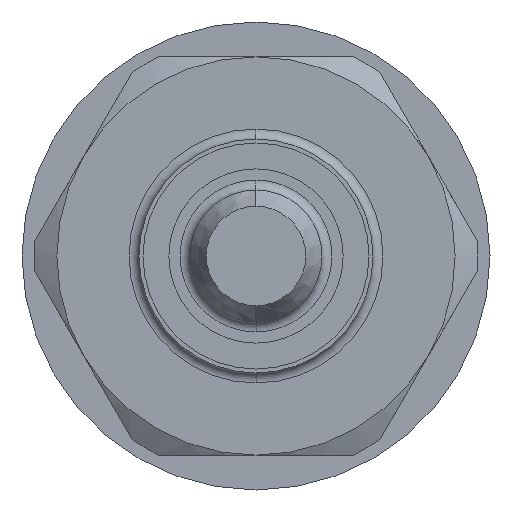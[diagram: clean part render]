
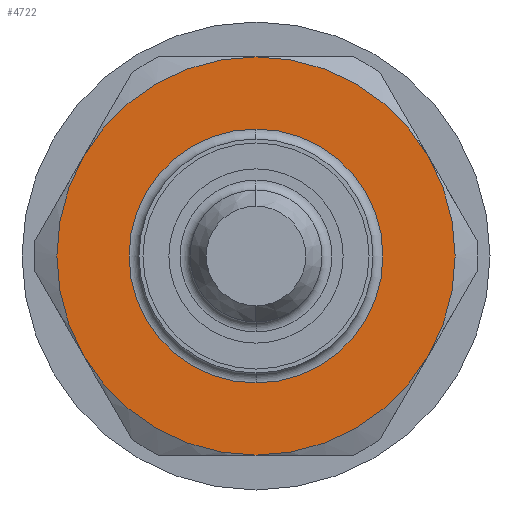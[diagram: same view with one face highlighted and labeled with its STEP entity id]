
A CAD part, left-side view. The second image highlights one B-rep face of the part: STEP entity #4722.
In plain terms, the highlighted planar face has unit normal (-1, 0, 0).
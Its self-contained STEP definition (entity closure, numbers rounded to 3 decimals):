
#46 = EDGE_CURVE ( 'NONE', #811, #814, #1940, .T. ) ;
#670 = EDGE_LOOP ( 'NONE', ( #3486, #3473, #3489, #3483, #3480, #3481 ) ) ;
#679 = EDGE_LOOP ( 'NONE', ( #3487, #3479 ) ) ;
#811 = VERTEX_POINT ( 'NONE', #1770 ) ;
#814 = VERTEX_POINT ( 'NONE', #1773 ) ;
#894 = CARTESIAN_POINT ( 'NONE',  ( -6.775, 0., -4. ) ) ;
#895 = DIRECTION ( 'NONE',  ( 1., 0., 0. ) ) ;
#896 = DIRECTION ( 'NONE',  ( 0., 0., -1. ) ) ;
#922 = CARTESIAN_POINT ( 'NONE',  ( -6.775, 3.464, -6. ) ) ;
#923 = CARTESIAN_POINT ( 'NONE',  ( -6.775, 0., -8. ) ) ;
#927 = CARTESIAN_POINT ( 'NONE',  ( -6.775, -3.464, -6. ) ) ;
#1055 = PLANE ( 'NONE',  #1273 ) ;
#1056 = CARTESIAN_POINT ( 'NONE',  ( -6.775, 2.55, -4. ) ) ;
#1057 = DIRECTION ( 'NONE',  ( 1., 0., 0. ) ) ;
#1058 = DIRECTION ( 'NONE',  ( 0., 0., -1. ) ) ;
#1273 = AXIS2_PLACEMENT_3D ( 'NONE', #1056, #1057, #1058 ) ;
#1338 = CIRCLE ( 'NONE', #1339, 4. ) ;
#1339 = AXIS2_PLACEMENT_3D ( 'NONE', #894, #895, #896 ) ;
#1394 = CARTESIAN_POINT ( 'NONE',  ( -6.775, 0., -4. ) ) ;
#1395 = DIRECTION ( 'NONE',  ( 1., 0., 0. ) ) ;
#1396 = DIRECTION ( 'NONE',  ( 0., 0., -1. ) ) ;
#1397 = CARTESIAN_POINT ( 'NONE',  ( -6.775, 0., -4. ) ) ;
#1398 = DIRECTION ( 'NONE',  ( 1., 0., 0. ) ) ;
#1399 = DIRECTION ( 'NONE',  ( 0., 0., -1. ) ) ;
#1474 = CARTESIAN_POINT ( 'NONE',  ( -6.775, 0., -4. ) ) ;
#1475 = DIRECTION ( 'NONE',  ( 1., 0., 0. ) ) ;
#1476 = DIRECTION ( 'NONE',  ( 0., 0., -1. ) ) ;
#1770 = CARTESIAN_POINT ( 'NONE',  ( -6.775, 0., -1.45 ) ) ;
#1773 = CARTESIAN_POINT ( 'NONE',  ( -6.775, 0., -6.55 ) ) ;
#1897 = CARTESIAN_POINT ( 'NONE',  ( -6.775, 0., 0. ) ) ;
#1898 = CARTESIAN_POINT ( 'NONE',  ( -6.775, -3.464, -2. ) ) ;
#1899 = CARTESIAN_POINT ( 'NONE',  ( -6.775, 3.464, -2. ) ) ;
#1940 = CIRCLE ( 'NONE', #1942, 2.55 ) ;
#1942 = AXIS2_PLACEMENT_3D ( 'NONE', #4115, #4116, #4117 ) ;
#2116 = CIRCLE ( 'NONE', #2125, 4. ) ;
#2121 = CIRCLE ( 'NONE', #2133, 4. ) ;
#2125 = AXIS2_PLACEMENT_3D ( 'NONE', #2842, #2843, #2844 ) ;
#2130 = CIRCLE ( 'NONE', #2131, 2.55 ) ;
#2131 = AXIS2_PLACEMENT_3D ( 'NONE', #1394, #1395, #1396 ) ;
#2133 = AXIS2_PLACEMENT_3D ( 'NONE', #1397, #1398, #1399 ) ;
#2158 = CIRCLE ( 'NONE', #2168, 4. ) ;
#2168 = AXIS2_PLACEMENT_3D ( 'NONE', #1474, #1475, #1476 ) ;
#2525 = FACE_OUTER_BOUND ( 'NONE', #670, .T. ) ;
#2529 = FACE_BOUND ( 'NONE', #679, .T. ) ;
#2678 = CARTESIAN_POINT ( 'NONE',  ( -6.775, 0., -4. ) ) ;
#2679 = DIRECTION ( 'NONE',  ( 1., 0., 0. ) ) ;
#2680 = DIRECTION ( 'NONE',  ( 0., 0., -1. ) ) ;
#2842 = CARTESIAN_POINT ( 'NONE',  ( -6.775, 0., -4. ) ) ;
#2843 = DIRECTION ( 'NONE',  ( 1., 0., 0. ) ) ;
#2844 = DIRECTION ( 'NONE',  ( 0., 0., -1. ) ) ;
#3097 = CARTESIAN_POINT ( 'NONE',  ( -6.775, 0., -4. ) ) ;
#3098 = DIRECTION ( 'NONE',  ( 1., 0., 0. ) ) ;
#3099 = DIRECTION ( 'NONE',  ( 0., 0., -1. ) ) ;
#3140 = VERTEX_POINT ( 'NONE', #1897 ) ;
#3141 = VERTEX_POINT ( 'NONE', #1898 ) ;
#3142 = VERTEX_POINT ( 'NONE', #1899 ) ;
#3473 = ORIENTED_EDGE ( 'NONE', *, *, #4531, .F. ) ;
#3479 = ORIENTED_EDGE ( 'NONE', *, *, #46, .T. ) ;
#3480 = ORIENTED_EDGE ( 'NONE', *, *, #4445, .F. ) ;
#3481 = ORIENTED_EDGE ( 'NONE', *, *, #4481, .F. ) ;
#3483 = ORIENTED_EDGE ( 'NONE', *, *, #4781, .F. ) ;
#3486 = ORIENTED_EDGE ( 'NONE', *, *, #4565, .F. ) ;
#3487 = ORIENTED_EDGE ( 'NONE', *, *, #4538, .T. ) ;
#3489 = ORIENTED_EDGE ( 'NONE', *, *, #4539, .F. ) ;
#4115 = CARTESIAN_POINT ( 'NONE',  ( -6.775, 0., -4. ) ) ;
#4116 = DIRECTION ( 'NONE',  ( 1., 0., 0. ) ) ;
#4117 = DIRECTION ( 'NONE',  ( 0., 0., -1. ) ) ;
#4445 = EDGE_CURVE ( 'NONE', #3142, #3140, #5107, .T. ) ;
#4481 = EDGE_CURVE ( 'NONE', #4857, #3142, #5157, .T. ) ;
#4531 = EDGE_CURVE ( 'NONE', #4862, #4858, #2116, .T. ) ;
#4538 = EDGE_CURVE ( 'NONE', #814, #811, #2130, .T. ) ;
#4539 = EDGE_CURVE ( 'NONE', #3141, #4862, #2121, .T. ) ;
#4565 = EDGE_CURVE ( 'NONE', #4858, #4857, #2158, .T. ) ;
#4722 = ADVANCED_FACE ( 'NONE', ( #2525, #2529 ), #1055, .F. ) ;
#4781 = EDGE_CURVE ( 'NONE', #3140, #3141, #1338, .T. ) ;
#4857 = VERTEX_POINT ( 'NONE', #922 ) ;
#4858 = VERTEX_POINT ( 'NONE', #923 ) ;
#4862 = VERTEX_POINT ( 'NONE', #927 ) ;
#5107 = CIRCLE ( 'NONE', #5111, 4. ) ;
#5111 = AXIS2_PLACEMENT_3D ( 'NONE', #3097, #3098, #3099 ) ;
#5157 = CIRCLE ( 'NONE', #5159, 4. ) ;
#5159 = AXIS2_PLACEMENT_3D ( 'NONE', #2678, #2679, #2680 ) ;
